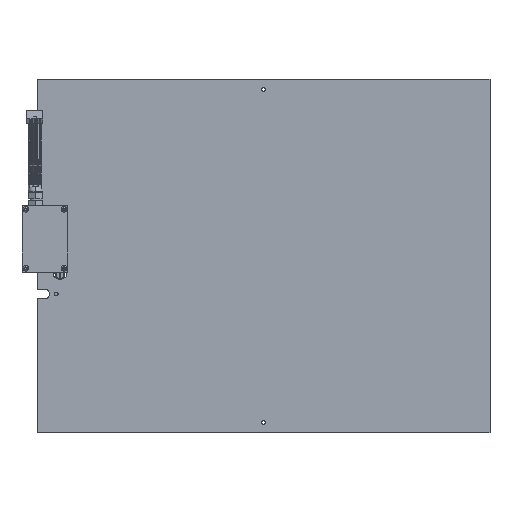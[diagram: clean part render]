
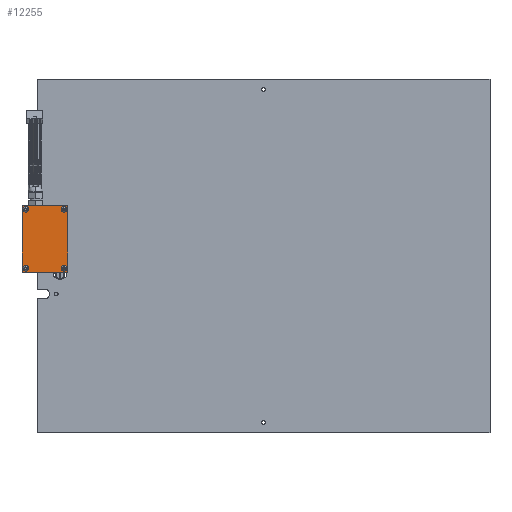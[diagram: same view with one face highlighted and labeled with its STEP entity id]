
A CAD part, front view. The second image highlights one B-rep face of the part: STEP entity #12255.
In plain terms, the highlighted planar face has unit normal (0, -1, 0).
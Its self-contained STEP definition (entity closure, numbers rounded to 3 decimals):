
#11 = DIRECTION ( 'NONE',  ( 0., 0., -1. ) ) ;
#200 = VERTEX_POINT ( 'NONE', #13157 ) ;
#371 = EDGE_CURVE ( 'NONE', #5024, #12516, #1158, .T. ) ;
#575 = FACE_BOUND ( 'NONE', #1078, .T. ) ;
#759 = EDGE_LOOP ( 'NONE', ( #5844, #2382 ) ) ;
#933 = AXIS2_PLACEMENT_3D ( 'NONE', #9502, #6132, #1391 ) ;
#1078 = EDGE_LOOP ( 'NONE', ( #1399, #13404 ) ) ;
#1158 = CIRCLE ( 'NONE', #13868, 1.65 ) ;
#1244 = AXIS2_PLACEMENT_3D ( 'NONE', #1589, #10802, #13138 ) ;
#1302 = CIRCLE ( 'NONE', #10926, 1.65 ) ;
#1359 = EDGE_CURVE ( 'NONE', #3965, #10346, #1302, .T. ) ;
#1391 = DIRECTION ( 'NONE',  ( 0., 0., -1. ) ) ;
#1399 = ORIENTED_EDGE ( 'NONE', *, *, #10887, .F. ) ;
#1518 = DIRECTION ( 'NONE',  ( 0., -1., 0. ) ) ;
#1589 = CARTESIAN_POINT ( 'NONE',  ( 20., 0., -31. ) ) ;
#2107 = DIRECTION ( 'NONE',  ( 0., 0., -1. ) ) ;
#2110 = CARTESIAN_POINT ( 'NONE',  ( -24., 0., 35. ) ) ;
#2117 = CARTESIAN_POINT ( 'NONE',  ( -20., 0., 32.65 ) ) ;
#2287 = DIRECTION ( 'NONE',  ( 0., -1., 0. ) ) ;
#2296 = EDGE_LOOP ( 'NONE', ( #10028, #11892 ) ) ;
#2382 = ORIENTED_EDGE ( 'NONE', *, *, #10396, .F. ) ;
#2498 = LINE ( 'NONE', #13693, #6510 ) ;
#2517 = AXIS2_PLACEMENT_3D ( 'NONE', #3850, #6182, #10855 ) ;
#2536 = AXIS2_PLACEMENT_3D ( 'NONE', #10420, #9218, #11516 ) ;
#2918 = LINE ( 'NONE', #13229, #13416 ) ;
#3012 = EDGE_CURVE ( 'NONE', #12032, #4276, #4729, .T. ) ;
#3130 = VERTEX_POINT ( 'NONE', #10010 ) ;
#3231 = CARTESIAN_POINT ( 'NONE',  ( -20., 0., 31. ) ) ;
#3429 = CARTESIAN_POINT ( 'NONE',  ( -20., 0., -29.35 ) ) ;
#3850 = CARTESIAN_POINT ( 'NONE',  ( 0., 0., 0. ) ) ;
#3907 = CARTESIAN_POINT ( 'NONE',  ( 20., 0., 32.65 ) ) ;
#3965 = VERTEX_POINT ( 'NONE', #3907 ) ;
#4276 = VERTEX_POINT ( 'NONE', #2117 ) ;
#4342 = EDGE_CURVE ( 'NONE', #14271, #10499, #2498, .T. ) ;
#4419 = DIRECTION ( 'NONE',  ( 0., 0., -1. ) ) ;
#4581 = EDGE_CURVE ( 'NONE', #12516, #5024, #9421, .T. ) ;
#4729 = CIRCLE ( 'NONE', #9104, 1.65 ) ;
#4732 = VERTEX_POINT ( 'NONE', #6433 ) ;
#4895 = ORIENTED_EDGE ( 'NONE', *, *, #12499, .F. ) ;
#4923 = CARTESIAN_POINT ( 'NONE',  ( 24., 0., -35. ) ) ;
#5024 = VERTEX_POINT ( 'NONE', #10684 ) ;
#5587 = DIRECTION ( 'NONE',  ( 0., -1., 0. ) ) ;
#5639 = DIRECTION ( 'NONE',  ( 0., 0., -1. ) ) ;
#5844 = ORIENTED_EDGE ( 'NONE', *, *, #12241, .F. ) ;
#6042 = CIRCLE ( 'NONE', #1244, 1.65 ) ;
#6088 = ORIENTED_EDGE ( 'NONE', *, *, #10530, .F. ) ;
#6128 = EDGE_LOOP ( 'NONE', ( #14706, #4895, #6088, #12082 ) ) ;
#6132 = DIRECTION ( 'NONE',  ( 0., -1., 0. ) ) ;
#6182 = DIRECTION ( 'NONE',  ( 0., -1., 0. ) ) ;
#6433 = CARTESIAN_POINT ( 'NONE',  ( 20., 0., -29.35 ) ) ;
#6484 = EDGE_CURVE ( 'NONE', #10499, #13064, #2918, .T. ) ;
#6510 = VECTOR ( 'NONE', #11, 1000. ) ;
#6528 = CARTESIAN_POINT ( 'NONE',  ( 20., 0., 29.35 ) ) ;
#7324 = FACE_OUTER_BOUND ( 'NONE', #6128, .T. ) ;
#7618 = DIRECTION ( 'NONE',  ( -1., 0., 0. ) ) ;
#7674 = LINE ( 'NONE', #2110, #10570 ) ;
#7778 = CARTESIAN_POINT ( 'NONE',  ( 20., 0., 31. ) ) ;
#7910 = DIRECTION ( 'NONE',  ( 0., -1., 0. ) ) ;
#7913 = CIRCLE ( 'NONE', #2536, 1.65 ) ;
#7986 = CARTESIAN_POINT ( 'NONE',  ( -20., 0., -31. ) ) ;
#8410 = FACE_BOUND ( 'NONE', #14816, .T. ) ;
#8962 = CARTESIAN_POINT ( 'NONE',  ( 24., 0., 35. ) ) ;
#8972 = ORIENTED_EDGE ( 'NONE', *, *, #3012, .F. ) ;
#8997 = DIRECTION ( 'NONE',  ( 0., -1., 0. ) ) ;
#9104 = AXIS2_PLACEMENT_3D ( 'NONE', #3231, #7910, #2107 ) ;
#9218 = DIRECTION ( 'NONE',  ( 0., -1., 0. ) ) ;
#9421 = CIRCLE ( 'NONE', #12747, 1.65 ) ;
#9502 = CARTESIAN_POINT ( 'NONE',  ( 20., 0., 31. ) ) ;
#9898 = CIRCLE ( 'NONE', #933, 1.65 ) ;
#10010 = CARTESIAN_POINT ( 'NONE',  ( -24., 0., 35. ) ) ;
#10028 = ORIENTED_EDGE ( 'NONE', *, *, #371, .F. ) ;
#10346 = VERTEX_POINT ( 'NONE', #6528 ) ;
#10396 = EDGE_CURVE ( 'NONE', #4732, #200, #12081, .T. ) ;
#10420 = CARTESIAN_POINT ( 'NONE',  ( -20., 0., 31. ) ) ;
#10425 = DIRECTION ( 'NONE',  ( 0., 0., -1. ) ) ;
#10457 = VECTOR ( 'NONE', #11967, 1000. ) ;
#10494 = AXIS2_PLACEMENT_3D ( 'NONE', #11519, #2287, #10425 ) ;
#10499 = VERTEX_POINT ( 'NONE', #4923 ) ;
#10530 = EDGE_CURVE ( 'NONE', #13064, #3130, #11890, .T. ) ;
#10570 = VECTOR ( 'NONE', #13686, 1000. ) ;
#10684 = CARTESIAN_POINT ( 'NONE',  ( -20., 0., -32.65 ) ) ;
#10724 = CARTESIAN_POINT ( 'NONE',  ( -24., 0., 35. ) ) ;
#10755 = PLANE ( 'NONE',  #2517 ) ;
#10802 = DIRECTION ( 'NONE',  ( 0., -1., 0. ) ) ;
#10827 = CARTESIAN_POINT ( 'NONE',  ( -24., 0., -35. ) ) ;
#10855 = DIRECTION ( 'NONE',  ( 0., 0., -1. ) ) ;
#10887 = EDGE_CURVE ( 'NONE', #10346, #3965, #9898, .T. ) ;
#10926 = AXIS2_PLACEMENT_3D ( 'NONE', #7778, #8997, #4419 ) ;
#11516 = DIRECTION ( 'NONE',  ( 0., 0., -1. ) ) ;
#11519 = CARTESIAN_POINT ( 'NONE',  ( 20., 0., -31. ) ) ;
#11890 = LINE ( 'NONE', #10724, #10457 ) ;
#11892 = ORIENTED_EDGE ( 'NONE', *, *, #4581, .F. ) ;
#11919 = ORIENTED_EDGE ( 'NONE', *, *, #14419, .F. ) ;
#11967 = DIRECTION ( 'NONE',  ( 0., 0., 1. ) ) ;
#12032 = VERTEX_POINT ( 'NONE', #12509 ) ;
#12081 = CIRCLE ( 'NONE', #10494, 1.65 ) ;
#12082 = ORIENTED_EDGE ( 'NONE', *, *, #6484, .F. ) ;
#12089 = DIRECTION ( 'NONE',  ( 0., 0., -1. ) ) ;
#12241 = EDGE_CURVE ( 'NONE', #200, #4732, #6042, .T. ) ;
#12255 = ADVANCED_FACE ( 'NONE', ( #14147, #575, #8410, #12550, #7324 ), #10755, .T. ) ;
#12499 = EDGE_CURVE ( 'NONE', #3130, #14271, #7674, .T. ) ;
#12509 = CARTESIAN_POINT ( 'NONE',  ( -20., 0., 29.35 ) ) ;
#12516 = VERTEX_POINT ( 'NONE', #3429 ) ;
#12550 = FACE_BOUND ( 'NONE', #2296, .T. ) ;
#12747 = AXIS2_PLACEMENT_3D ( 'NONE', #13074, #1518, #12089 ) ;
#13064 = VERTEX_POINT ( 'NONE', #10827 ) ;
#13074 = CARTESIAN_POINT ( 'NONE',  ( -20., 0., -31. ) ) ;
#13138 = DIRECTION ( 'NONE',  ( 0., 0., -1. ) ) ;
#13157 = CARTESIAN_POINT ( 'NONE',  ( 20., 0., -32.65 ) ) ;
#13229 = CARTESIAN_POINT ( 'NONE',  ( -24., 0., -35. ) ) ;
#13404 = ORIENTED_EDGE ( 'NONE', *, *, #1359, .F. ) ;
#13416 = VECTOR ( 'NONE', #7618, 1000. ) ;
#13686 = DIRECTION ( 'NONE',  ( 1., 0., 0. ) ) ;
#13693 = CARTESIAN_POINT ( 'NONE',  ( 24., 0., 35. ) ) ;
#13868 = AXIS2_PLACEMENT_3D ( 'NONE', #7986, #5587, #5639 ) ;
#14147 = FACE_BOUND ( 'NONE', #759, .T. ) ;
#14271 = VERTEX_POINT ( 'NONE', #8962 ) ;
#14419 = EDGE_CURVE ( 'NONE', #4276, #12032, #7913, .T. ) ;
#14706 = ORIENTED_EDGE ( 'NONE', *, *, #4342, .F. ) ;
#14816 = EDGE_LOOP ( 'NONE', ( #8972, #11919 ) ) ;
